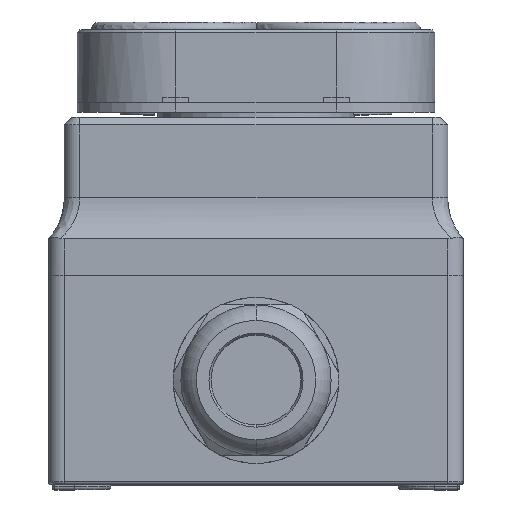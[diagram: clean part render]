
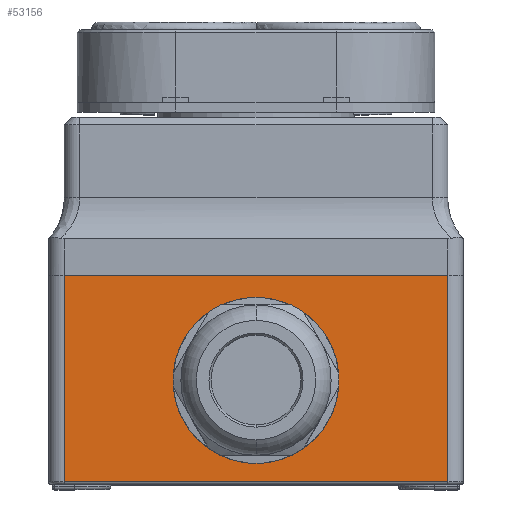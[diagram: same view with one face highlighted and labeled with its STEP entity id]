
A CAD part, top view. The second image highlights one B-rep face of the part: STEP entity #53156.
In plain terms, the highlighted planar face has unit normal (0, 0, 1).
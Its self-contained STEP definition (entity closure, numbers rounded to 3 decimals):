
#879 = DIRECTION ( 'NONE',  ( 1., 0., 0. ) ) ;
#962 = EDGE_LOOP ( 'NONE', ( #68392, #80886 ) ) ;
#4596 = VERTEX_POINT ( 'NONE', #65374 ) ;
#8729 = CARTESIAN_POINT ( 'NONE',  ( -40., 40.3, 46.5 ) ) ;
#9999 = VECTOR ( 'NONE', #65685, 1000. ) ;
#10979 = EDGE_CURVE ( 'NONE', #12287, #29383, #96351, .T. ) ;
#12287 = VERTEX_POINT ( 'NONE', #33108 ) ;
#13262 = FACE_OUTER_BOUND ( 'NONE', #54746, .T. ) ;
#15101 = DIRECTION ( 'NONE',  ( 0., 1., 0. ) ) ;
#16271 = EDGE_CURVE ( 'NONE', #31103, #58652, #44431, .T. ) ;
#19661 = AXIS2_PLACEMENT_3D ( 'NONE', #90366, #45567, #879 ) ;
#20177 = CARTESIAN_POINT ( 'NONE',  ( 0., 20., 46.5 ) ) ;
#20714 = EDGE_CURVE ( 'NONE', #4596, #36215, #29937, .T. ) ;
#24429 = EDGE_CURVE ( 'NONE', #36215, #12287, #83022, .T. ) ;
#25735 = VECTOR ( 'NONE', #29793, 1000. ) ;
#27704 = DIRECTION ( 'NONE',  ( 1., 0., 0. ) ) ;
#29383 = VERTEX_POINT ( 'NONE', #91669 ) ;
#29793 = DIRECTION ( 'NONE',  ( 1., 0., 0. ) ) ;
#29937 = LINE ( 'NONE', #43177, #9999 ) ;
#30084 = CARTESIAN_POINT ( 'NONE',  ( -37., 0.5, 46.5 ) ) ;
#30395 = ORIENTED_EDGE ( 'NONE', *, *, #10979, .T. ) ;
#31103 = VERTEX_POINT ( 'NONE', #74305 ) ;
#32782 = ORIENTED_EDGE ( 'NONE', *, *, #66797, .F. ) ;
#33108 = CARTESIAN_POINT ( 'NONE',  ( 37., 0.5, 46.5 ) ) ;
#36215 = VERTEX_POINT ( 'NONE', #30084 ) ;
#37682 = ORIENTED_EDGE ( 'NONE', *, *, #24429, .T. ) ;
#41598 = EDGE_CURVE ( 'NONE', #58652, #31103, #83569, .T. ) ;
#43177 = CARTESIAN_POINT ( 'NONE',  ( -37., 40.3, 46.5 ) ) ;
#43894 = CARTESIAN_POINT ( 'NONE',  ( -40., 40.3, 46.5 ) ) ;
#44431 = CIRCLE ( 'NONE', #19661, 12.6 ) ;
#44844 = CARTESIAN_POINT ( 'NONE',  ( 37., 40.3, 46.5 ) ) ;
#45567 = DIRECTION ( 'NONE',  ( 0., 0., 1. ) ) ;
#48628 = VECTOR ( 'NONE', #88638, 1000. ) ;
#51164 = CARTESIAN_POINT ( 'NONE',  ( 12.6, 20., 46.5 ) ) ;
#53156 = ADVANCED_FACE ( 'NONE', ( #70470, #13262 ), #68487, .F. ) ;
#54746 = EDGE_LOOP ( 'NONE', ( #37682, #30395, #32782, #55583 ) ) ;
#55583 = ORIENTED_EDGE ( 'NONE', *, *, #20714, .T. ) ;
#58652 = VERTEX_POINT ( 'NONE', #51164 ) ;
#60030 = AXIS2_PLACEMENT_3D ( 'NONE', #20177, #72386, #27704 ) ;
#60662 = DIRECTION ( 'NONE',  ( 0., 0., -1. ) ) ;
#65374 = CARTESIAN_POINT ( 'NONE',  ( -37., 40.3, 46.5 ) ) ;
#65685 = DIRECTION ( 'NONE',  ( 0., -1., 0. ) ) ;
#66797 = EDGE_CURVE ( 'NONE', #4596, #29383, #70801, .T. ) ;
#68392 = ORIENTED_EDGE ( 'NONE', *, *, #41598, .F. ) ;
#68487 = PLANE ( 'NONE',  #82964 ) ;
#70470 = FACE_BOUND ( 'NONE', #962, .T. ) ;
#70801 = LINE ( 'NONE', #43894, #48628 ) ;
#72386 = DIRECTION ( 'NONE',  ( 0., 0., 1. ) ) ;
#74305 = CARTESIAN_POINT ( 'NONE',  ( -12.6, 20., 46.5 ) ) ;
#74486 = CARTESIAN_POINT ( 'NONE',  ( -40., 0.5, 46.5 ) ) ;
#76431 = VECTOR ( 'NONE', #15101, 1000. ) ;
#80886 = ORIENTED_EDGE ( 'NONE', *, *, #16271, .F. ) ;
#82964 = AXIS2_PLACEMENT_3D ( 'NONE', #8729, #60662, #83509 ) ;
#83022 = LINE ( 'NONE', #74486, #25735 ) ;
#83509 = DIRECTION ( 'NONE',  ( -1., 0., 0. ) ) ;
#83569 = CIRCLE ( 'NONE', #60030, 12.6 ) ;
#88638 = DIRECTION ( 'NONE',  ( 1., 0., 0. ) ) ;
#90366 = CARTESIAN_POINT ( 'NONE',  ( 0., 20., 46.5 ) ) ;
#91669 = CARTESIAN_POINT ( 'NONE',  ( 37., 40.3, 46.5 ) ) ;
#96351 = LINE ( 'NONE', #44844, #76431 ) ;
